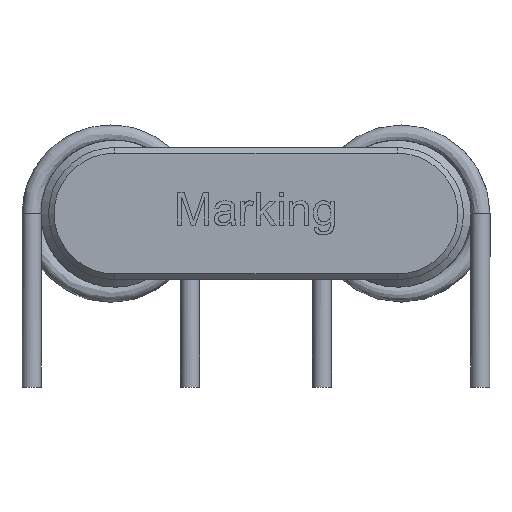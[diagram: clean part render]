
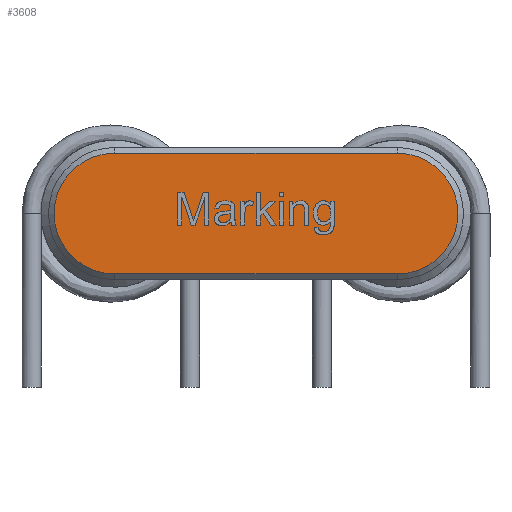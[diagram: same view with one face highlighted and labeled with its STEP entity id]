
A CAD part, left-side view. The second image highlights one B-rep face of the part: STEP entity #3608.
In plain terms, the highlighted face is planar.
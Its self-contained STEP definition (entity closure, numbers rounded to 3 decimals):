
#185=LINE('',#11412,#327);
#189=LINE('',#11419,#331);
#327=VECTOR('',#5030,1000.);
#331=VECTOR('',#5036,1000.);
#461=PLANE('',#4432);
#1814=ORIENTED_EDGE('',*,*,#2286,.T.);
#1815=ORIENTED_EDGE('',*,*,#2280,.T.);
#1816=ORIENTED_EDGE('',*,*,#2282,.T.);
#1817=ORIENTED_EDGE('',*,*,#2288,.T.);
#2280=EDGE_CURVE('',#2656,#2659,#2799,.T.);
#2282=EDGE_CURVE('',#2659,#2661,#185,.T.);
#2286=EDGE_CURVE('',#2662,#2656,#189,.T.);
#2288=EDGE_CURVE('',#2661,#2662,#2801,.T.);
#2656=VERTEX_POINT('',#11401);
#2659=VERTEX_POINT('',#11406);
#2661=VERTEX_POINT('',#11411);
#2662=VERTEX_POINT('',#11416);
#2799=CIRCLE('',#4360,3.2);
#2801=CIRCLE('',#4365,3.2);
#3090=EDGE_LOOP('',(#1814,#1815,#1816,#1817));
#3353=FACE_BOUND('',#3090,.T.);
#3608=ADVANCED_FACE('',(#3353),#461,.T.);
#4360=AXIS2_PLACEMENT_3D('',#11407,#5025,#5026);
#4365=AXIS2_PLACEMENT_3D('',#11422,#5041,#5042);
#4432=AXIS2_PLACEMENT_3D('',#12007,#5199,#5200);
#5025=DIRECTION('',(0.,-1.,0.));
#5026=DIRECTION('',(0.,0.,-1.));
#5030=DIRECTION('',(-1.,0.,0.));
#5036=DIRECTION('',(1.,0.,0.));
#5041=DIRECTION('',(0.,-1.,0.));
#5042=DIRECTION('',(0.,0.,-1.));
#5199=DIRECTION('',(0.,-1.,0.));
#5200=DIRECTION('',(0.,0.,-1.));
#11401=CARTESIAN_POINT('',(7.5,-12.,-3.2));
#11406=CARTESIAN_POINT('',(7.5,-12.,3.2));
#11407=CARTESIAN_POINT('',(7.5,-12.,0.));
#11411=CARTESIAN_POINT('',(-7.5,-12.,3.2));
#11412=CARTESIAN_POINT('',(-7.5,-12.,3.2));
#11416=CARTESIAN_POINT('',(-7.5,-12.,-3.2));
#11419=CARTESIAN_POINT('',(7.5,-12.,-3.2));
#11422=CARTESIAN_POINT('',(-7.5,-12.,0.));
#12007=CARTESIAN_POINT('',(7.5,-12.,0.));
